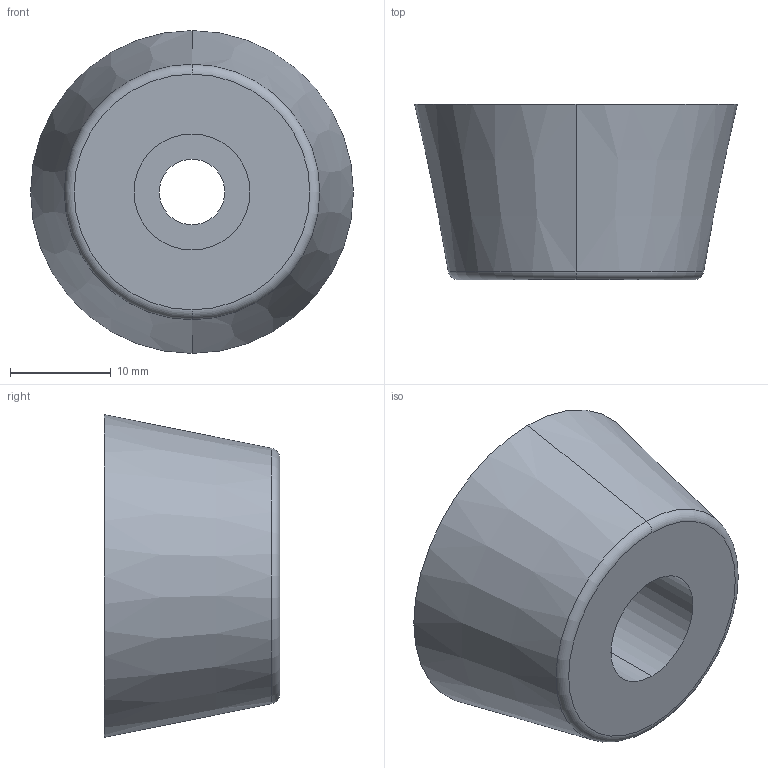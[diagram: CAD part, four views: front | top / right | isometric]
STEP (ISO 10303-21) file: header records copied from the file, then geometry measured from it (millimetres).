
FILE_DESCRIPTION (( 'STEP AP203' ), '1' );
FILE_NAME ('GCM-301011M 三维外形图.STEP', '2017-02-17T01:54:15', ( '' ), ( '' ), 'SwSTEP 2.0', 'SolidWorks 2015', '' );
FILE_SCHEMA (( 'CONFIG_CONTROL_DESIGN' ));
Length unit declared in the file: millimetre
Products named in the file (2): GCM-301011M 三维外形图
Bounding box: 32 x 17.4 x 32 mm (x, y, z)
Volume: 9819 mm3; surface area: 3318.5 mm2
Topology: 1 solids, 1 shells, 11 faces, 22 edges, 14 vertices
Faces by surface type: cylinder 4, plane 3, torus 2, cone 2
Entity records: 455 total; most frequent: DIRECTION 64, CARTESIAN_POINT 49, ORIENTED_EDGE 44, AXIS2_PLACEMENT_3D 29, EDGE_CURVE 22, CIRCLE 16, PERSON_AND_ORGANIZATION 16, EDGE_LOOP 14
